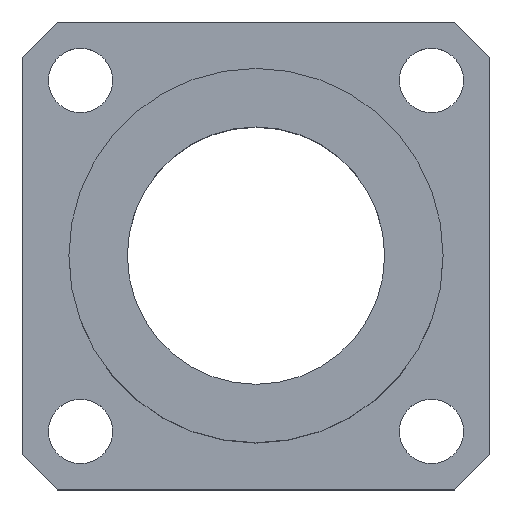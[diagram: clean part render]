
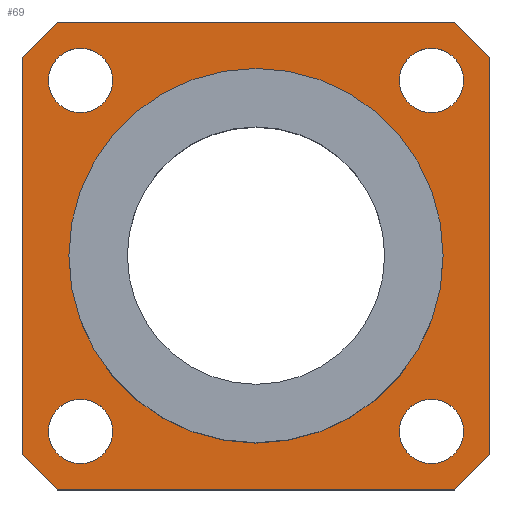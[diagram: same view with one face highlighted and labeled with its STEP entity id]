
A CAD part, top view. The second image highlights one B-rep face of the part: STEP entity #69.
In plain terms, the highlighted planar face has unit normal (0, 0, 1).
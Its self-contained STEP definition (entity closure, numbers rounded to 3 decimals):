
#69 = ADVANCED_FACE( '', ( #149, #150, #151, #152, #153, #154 ), #155, .T. );
#149 = FACE_OUTER_BOUND( '', #232, .T. );
#150 = FACE_BOUND( '', #233, .T. );
#151 = FACE_BOUND( '', #234, .T. );
#152 = FACE_BOUND( '', #235, .T. );
#153 = FACE_BOUND( '', #236, .T. );
#154 = FACE_BOUND( '', #237, .T. );
#155 = PLANE( '', #238 );
#232 = EDGE_LOOP( '', ( #357, #358, #359, #360, #361, #362, #363, #364 ) );
#233 = EDGE_LOOP( '', ( #365 ) );
#234 = EDGE_LOOP( '', ( #366 ) );
#235 = EDGE_LOOP( '', ( #367 ) );
#236 = EDGE_LOOP( '', ( #368 ) );
#237 = EDGE_LOOP( '', ( #369 ) );
#238 = AXIS2_PLACEMENT_3D( '', #370, #371, #372 );
#357 = ORIENTED_EDGE( '', *, *, #454, .T. );
#358 = ORIENTED_EDGE( '', *, *, #438, .T. );
#359 = ORIENTED_EDGE( '', *, *, #452, .T. );
#360 = ORIENTED_EDGE( '', *, *, #420, .T. );
#361 = ORIENTED_EDGE( '', *, *, #444, .T. );
#362 = ORIENTED_EDGE( '', *, *, #415, .T. );
#363 = ORIENTED_EDGE( '', *, *, #455, .T. );
#364 = ORIENTED_EDGE( '', *, *, #456, .T. );
#365 = ORIENTED_EDGE( '', *, *, #447, .F. );
#366 = ORIENTED_EDGE( '', *, *, #457, .F. );
#367 = ORIENTED_EDGE( '', *, *, #450, .F. );
#368 = ORIENTED_EDGE( '', *, *, #423, .F. );
#369 = ORIENTED_EDGE( '', *, *, #458, .T. );
#370 = CARTESIAN_POINT( '', ( 0., 0., 6. ) );
#371 = DIRECTION( '', ( 0., 0., 1. ) );
#372 = DIRECTION( '', ( 1., 0., 0. ) );
#415 = EDGE_CURVE( '', #477, #475, #478, .T. );
#420 = EDGE_CURVE( '', #486, #484, #487, .T. );
#423 = EDGE_CURVE( '', #490, #490, #491, .T. );
#438 = EDGE_CURVE( '', #516, #514, #517, .T. );
#444 = EDGE_CURVE( '', #484, #477, #525, .T. );
#447 = EDGE_CURVE( '', #528, #528, #529, .T. );
#450 = EDGE_CURVE( '', #532, #532, #533, .T. );
#452 = EDGE_CURVE( '', #514, #486, #535, .T. );
#454 = EDGE_CURVE( '', #537, #516, #538, .T. );
#455 = EDGE_CURVE( '', #475, #539, #540, .T. );
#456 = EDGE_CURVE( '', #539, #537, #541, .T. );
#457 = EDGE_CURVE( '', #542, #542, #543, .T. );
#458 = EDGE_CURVE( '', #544, #544, #545, .F. );
#475 = VERTEX_POINT( '', #563 );
#477 = VERTEX_POINT( '', #566 );
#478 = LINE( '', #567, #568 );
#484 = VERTEX_POINT( '', #576 );
#486 = VERTEX_POINT( '', #579 );
#487 = LINE( '', #580, #581 );
#490 = VERTEX_POINT( '', #585 );
#491 = CIRCLE( '', #586, 2.75 );
#514 = VERTEX_POINT( '', #615 );
#516 = VERTEX_POINT( '', #618 );
#517 = LINE( '', #619, #620 );
#525 = LINE( '', #629, #630 );
#528 = VERTEX_POINT( '', #633 );
#529 = CIRCLE( '', #634, 2.75 );
#532 = VERTEX_POINT( '', #637 );
#533 = CIRCLE( '', #638, 2.75 );
#535 = LINE( '', #640, #641 );
#537 = VERTEX_POINT( '', #643 );
#538 = LINE( '', #644, #645 );
#539 = VERTEX_POINT( '', #646 );
#540 = LINE( '', #647, #648 );
#541 = LINE( '', #649, #650 );
#542 = VERTEX_POINT( '', #651 );
#543 = CIRCLE( '', #652, 2.75 );
#544 = VERTEX_POINT( '', #653 );
#545 = CIRCLE( '', #654, 16. );
#563 = CARTESIAN_POINT( '', ( 20., 37., 6. ) );
#566 = CARTESIAN_POINT( '', ( 20., 3., 6. ) );
#567 = CARTESIAN_POINT( '', ( 20., 3., 6. ) );
#568 = VECTOR( '', #672, 1000. );
#576 = CARTESIAN_POINT( '', ( 17., 0., 6. ) );
#579 = CARTESIAN_POINT( '', ( -17., 0., 6. ) );
#580 = CARTESIAN_POINT( '', ( -17., 0., 6. ) );
#581 = VECTOR( '', #676, 1000. );
#585 = CARTESIAN_POINT( '', ( -12.25, 5., 6. ) );
#586 = AXIS2_PLACEMENT_3D( '', #678, #679, #680 );
#615 = CARTESIAN_POINT( '', ( -20., 3., 6. ) );
#618 = CARTESIAN_POINT( '', ( -20., 37., 6. ) );
#619 = CARTESIAN_POINT( '', ( -20., 37., 6. ) );
#620 = VECTOR( '', #703, 1000. );
#629 = CARTESIAN_POINT( '', ( 17., 0., 6. ) );
#630 = VECTOR( '', #711, 1000. );
#633 = CARTESIAN_POINT( '', ( 17.75, 35., 6. ) );
#634 = AXIS2_PLACEMENT_3D( '', #712, #713, #714 );
#637 = CARTESIAN_POINT( '', ( -12.25, 35., 6. ) );
#638 = AXIS2_PLACEMENT_3D( '', #715, #716, #717 );
#640 = CARTESIAN_POINT( '', ( -20., 3., 6. ) );
#641 = VECTOR( '', #718, 1000. );
#643 = CARTESIAN_POINT( '', ( -17., 40., 6. ) );
#644 = CARTESIAN_POINT( '', ( -17., 40., 6. ) );
#645 = VECTOR( '', #719, 1000. );
#646 = CARTESIAN_POINT( '', ( 17., 40., 6. ) );
#647 = CARTESIAN_POINT( '', ( 20., 37., 6. ) );
#648 = VECTOR( '', #720, 1000. );
#649 = CARTESIAN_POINT( '', ( 17., 40., 6. ) );
#650 = VECTOR( '', #721, 1000. );
#651 = CARTESIAN_POINT( '', ( 17.75, 5., 6. ) );
#652 = AXIS2_PLACEMENT_3D( '', #722, #723, #724 );
#653 = CARTESIAN_POINT( '', ( 16., 20., 6. ) );
#654 = AXIS2_PLACEMENT_3D( '', #725, #726, #727 );
#672 = DIRECTION( '', ( 0., 1., 0. ) );
#676 = DIRECTION( '', ( 1., 0., 0. ) );
#678 = CARTESIAN_POINT( '', ( -15., 5., 6. ) );
#679 = DIRECTION( '', ( 0., 0., 1. ) );
#680 = DIRECTION( '', ( 1., 0., 0. ) );
#703 = DIRECTION( '', ( 0., -1., 0. ) );
#711 = DIRECTION( '', ( 0.707, 0.707, 0. ) );
#712 = CARTESIAN_POINT( '', ( 15., 35., 6. ) );
#713 = DIRECTION( '', ( 0., 0., 1. ) );
#714 = DIRECTION( '', ( 1., 0., 0. ) );
#715 = CARTESIAN_POINT( '', ( -15., 35., 6. ) );
#716 = DIRECTION( '', ( 0., 0., 1. ) );
#717 = DIRECTION( '', ( 1., 0., 0. ) );
#718 = DIRECTION( '', ( 0.707, -0.707, 0. ) );
#719 = DIRECTION( '', ( -0.707, -0.707, 0. ) );
#720 = DIRECTION( '', ( -0.707, 0.707, 0. ) );
#721 = DIRECTION( '', ( -1., 0., 0. ) );
#722 = CARTESIAN_POINT( '', ( 15., 5., 6. ) );
#723 = DIRECTION( '', ( 0., 0., 1. ) );
#724 = DIRECTION( '', ( 1., 0., 0. ) );
#725 = CARTESIAN_POINT( '', ( 0., 20., 6. ) );
#726 = DIRECTION( '', ( 0., 0., 1. ) );
#727 = DIRECTION( '', ( 1., 0., 0. ) );
